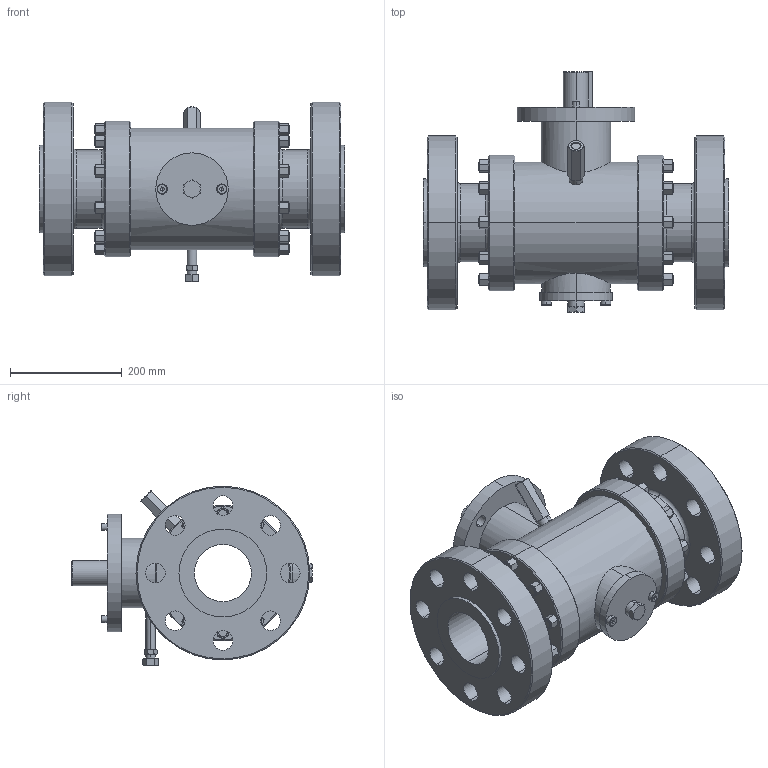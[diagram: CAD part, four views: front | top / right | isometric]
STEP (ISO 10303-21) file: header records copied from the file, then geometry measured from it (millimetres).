
FILE_DESCRIPTION (( 'STEP AP203' ), '1' );
FILE_NAME ('04-B2-1500-RF-B.STEP', '2026-03-20T13:28:18', ( 'hp' ), ( '' ), 'SwSTEP 2.0', 'SolidWorks 2022', '' );
FILE_SCHEMA (( 'CONFIG_CONTROL_DESIGN' ));
Length unit declared in the file: millimetre
Products named in the file (1): 04-B2-1500-RF-B
Bounding box: 546 x 430.5 x 321.5 mm (x, y, z)
Volume: 19783242.8 mm3; surface area: 1167871.3 mm2
Topology: 46 solids, 46 shells, 877 faces, 1905 edges, 1159 vertices
Faces by surface type: cone 349, plane 307, cylinder 209, torus 12
Entity records: 26647 total; most frequent: CARTESIAN_POINT 7953, DIRECTION 3837, ORIENTED_EDGE 3802, EDGE_CURVE 1901, AXIS2_PLACEMENT_3D 1672, VERTEX_POINT 1159, EDGE_LOOP 1002, ADVANCED_FACE 877
